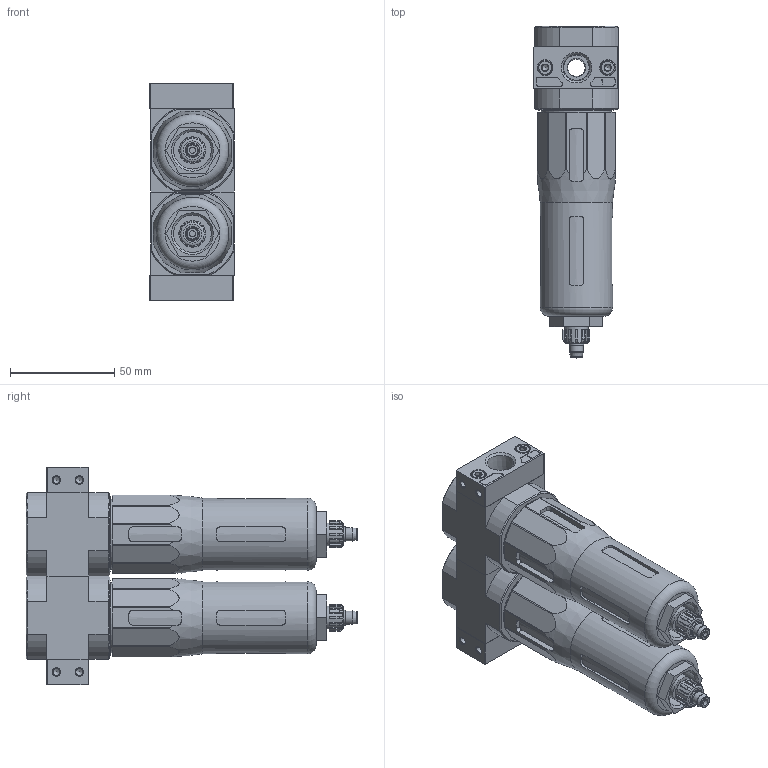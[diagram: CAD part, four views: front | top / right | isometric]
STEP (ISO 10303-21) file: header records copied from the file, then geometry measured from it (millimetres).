
FILE_DESCRIPTION(/* description */ ('STEP AP214'),/* implementation_level */ '2;1');
FILE_NAME(/* name */ '173742_LFMBA-1_4-D-MINI-NPT',/* time_stamp */ '2024-09-03T16:44:01+02:00',/* author */ ('License CC BY-ND 4.0'),/* organization */ ('CADENAS'),/* preprocessor_version */ 'ST-DEVELOPER v19.3',/* originating_system */ 'PARTsolutions',/* authorisation */ ' ');
FILE_SCHEMA (('AUTOMOTIVE_DESIGN {1 0 10303 214 3 1 1}'));
Length unit declared in the file: millimetre
Products named in the file (9): 173742 LFMBA-1/4-D-MINI-NPT; 679799 PBL-1/4-D-MINI-L-NPT--P1; DIN-912 - M4x16(F); 679800 PBL-1/4-D-MINI-R-NPT--P1; 126037 LFMB-D-MINI; 648415 LF; 359787 LF-D-MINI; 126036 LFMA-D-MINI; 355622 FRB-D-MINI
Assembly tree (14 placements, depth 2):
  173742 LFMBA-1/4-D-MINI-NPT
    679799 PBL-1/4-D-MINI-L-NPT--P1
    DIN-912 - M4x16(F)  x4
    679800 PBL-1/4-D-MINI-R-NPT--P1
    126037 LFMB-D-MINI
    648415 LF  x2
    359787 LF-D-MINI  x2
    126036 LFMA-D-MINI
    355622 FRB-D-MINI  x2
Bounding box: 40.4 x 159 x 104 mm (x, y, z)
Volume: 325369.3 mm3; surface area: 66024.6 mm2
Topology: 14 solids, 14 shells, 752 faces, 1828 edges, 1158 vertices
Faces by surface type: plane 371, cylinder 228, cone 137, torus 16
Full cylindrical faces by diameter (mm): 2.9 x2, 3 x2, 3.242 x10, 4 x6, 5.2 x6, 5.6 x2, 6 x2, 6.3 x4, 6.4 x2, 6.5 x2, 6.8 x2, 7 x4, 7.1 x2, 9 x2, 11 x2, 11.2 x2, 12.2 x2, 12.6 x2, 15.7 x1, 15.9 x2, 18 x2, 34.7 x2, 36 x2, 37 x2
Entity records: 19439 total; most frequent: CARTESIAN_POINT 3806, DIRECTION 2660, ORIENTED_EDGE 2608, EDGE_CURVE 1304, AXIS2_PLACEMENT_3D 1026, VERTEX_POINT 910, FACE_BOUND 754, EDGE_LOOP 746
